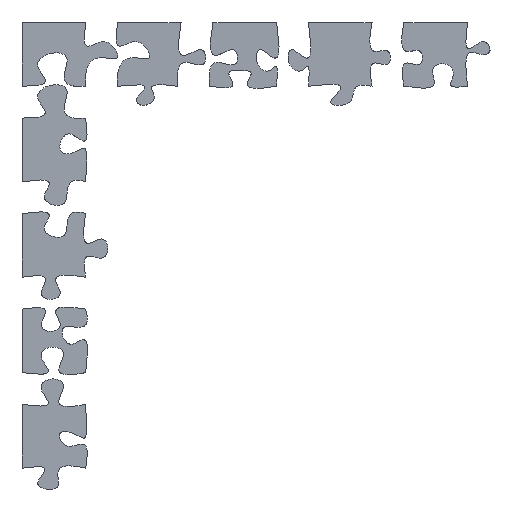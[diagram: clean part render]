
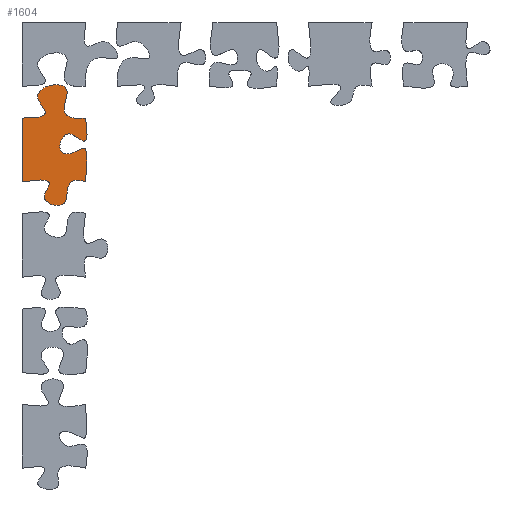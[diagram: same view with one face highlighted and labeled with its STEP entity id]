
A CAD part, top view. The second image highlights one B-rep face of the part: STEP entity #1604.
In plain terms, the highlighted planar face has unit normal (0, 0, 1).
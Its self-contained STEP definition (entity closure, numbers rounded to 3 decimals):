
#1447=CARTESIAN_POINT('',(-52.5,62.5,1.));
#1448=VERTEX_POINT('',#1447);
#1455=CARTESIAN_POINT('',(-52.5,52.5,1.));
#1456=VERTEX_POINT('',#1455);
#1457=CARTESIAN_POINT('',(-52.5,62.5,1.));
#1458=CARTESIAN_POINT('',(-51.603,56.506,1.));
#1459=CARTESIAN_POINT('',(-54.657,61.527,1.));
#1460=CARTESIAN_POINT('',(-56.87,58.574,1.));
#1461=CARTESIAN_POINT('',(-56.291,56.505,1.));
#1462=CARTESIAN_POINT('',(-52.903,57.42,1.));
#1463=CARTESIAN_POINT('',(-52.037,58.912,1.));
#1464=CARTESIAN_POINT('',(-52.5,52.5,1.));
#1465=B_SPLINE_CURVE_WITH_KNOTS('',3,(#1457,#1458,#1459,#1460,#1461,#1462,#1463,#1464),.UNSPECIFIED.,.F.,.F.,(4,1,1,1,1,4),(0.,0.279,0.44,0.6,0.743,1.),.UNSPECIFIED.);
#1466=EDGE_CURVE('',#1448,#1456,#1465,.T.);
#1504=CARTESIAN_POINT('',(-62.5,62.5,1.));
#1505=VERTEX_POINT('',#1504);
#1512=CARTESIAN_POINT('',(-62.5,62.5,1.));
#1513=CARTESIAN_POINT('',(-56.557,62.396,1.));
#1514=CARTESIAN_POINT('',(-61.489,65.136,1.));
#1515=CARTESIAN_POINT('',(-58.644,68.037,1.));
#1516=CARTESIAN_POINT('',(-53.298,67.602,1.));
#1517=CARTESIAN_POINT('',(-57.888,61.996,1.));
#1518=CARTESIAN_POINT('',(-52.5,62.5,1.));
#1519=B_SPLINE_CURVE_WITH_KNOTS('',3,(#1512,#1513,#1514,#1515,#1516,#1517,#1518),.UNSPECIFIED.,.F.,.F.,(4,1,1,1,4),(0.,0.292,0.48,0.683,1.),.UNSPECIFIED.);
#1520=EDGE_CURVE('',#1505,#1448,#1519,.T.);
#1539=CARTESIAN_POINT('',(-62.5,52.5,1.));
#1540=VERTEX_POINT('',#1539);
#1547=CARTESIAN_POINT('',(-62.5,62.5,1.));
#1548=DIRECTION('',(0.,-1.,0.));
#1549=VECTOR('',#1548,10.);
#1550=LINE('',#1547,#1549);
#1551=EDGE_CURVE('',#1505,#1540,#1550,.T.);
#1580=CARTESIAN_POINT('',(-62.5,52.5,1.));
#1581=CARTESIAN_POINT('',(-55.446,53.545,1.));
#1582=CARTESIAN_POINT('',(-61.882,49.846,1.));
#1583=CARTESIAN_POINT('',(-53.641,47.552,1.));
#1584=CARTESIAN_POINT('',(-56.505,53.667,1.));
#1585=CARTESIAN_POINT('',(-52.5,52.5,1.));
#1586=B_SPLINE_CURVE_WITH_KNOTS('',3,(#1580,#1581,#1582,#1583,#1584,#1585),.UNSPECIFIED.,.F.,.F.,(4,1,1,4),(0.,0.379,0.629,1.),.UNSPECIFIED.);
#1587=EDGE_CURVE('',#1540,#1456,#1586,.T.);
#1593=CARTESIAN_POINT('',(0.,0.,1.));
#1594=DIRECTION('',(0.,0.,1.));
#1595=DIRECTION('',(1.,0.,0.));
#1596=AXIS2_PLACEMENT_3D('',#1593,#1594,#1595);
#1597=PLANE('',#1596);
#1598=ORIENTED_EDGE('',*,*,#1466,.F.);
#1599=ORIENTED_EDGE('',*,*,#1520,.F.);
#1600=ORIENTED_EDGE('',*,*,#1551,.T.);
#1601=ORIENTED_EDGE('',*,*,#1587,.T.);
#1602=EDGE_LOOP('',(#1598,#1599,#1600,#1601));
#1603=FACE_BOUND('',#1602,.T.);
#1604=ADVANCED_FACE('',(#1603),#1597,.T.);
